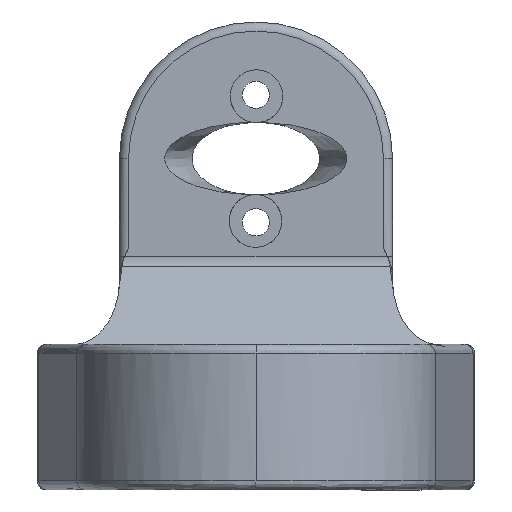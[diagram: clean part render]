
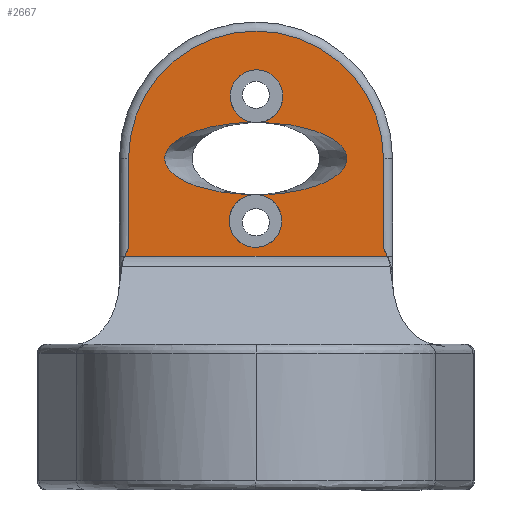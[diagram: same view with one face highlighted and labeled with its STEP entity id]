
A CAD part, front view. The second image highlights one B-rep face of the part: STEP entity #2667.
In plain terms, the highlighted planar face has unit normal (0, -1, 0).
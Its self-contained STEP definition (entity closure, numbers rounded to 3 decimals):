
#43=FACE_BOUND('',#344,.T.);
#68=PLANE('',#2873);
#178=FACE_OUTER_BOUND('',#343,.T.);
#343=EDGE_LOOP('',(#1936,#1937,#1938,#1939,#1940,#1941));
#344=EDGE_LOOP('',(#1942,#1943,#1944,#1945));
#520=LINE('',#4408,#707);
#530=LINE('',#4572,#717);
#532=LINE('',#4577,#719);
#707=VECTOR('',#3162,10.);
#717=VECTOR('',#3216,10.);
#719=VECTOR('',#3222,10.);
#898=CIRCLE('',#2871,14.);
#899=CIRCLE('',#2874,2.9);
#900=CIRCLE('',#2875,2.9);
#1014=B_SPLINE_CURVE_WITH_KNOTS('',3,(#4381,#4382,#4383,#4384,#4385,#4386),
 .UNSPECIFIED.,.F.,.F.,(4,2,4),(0.044,0.092,0.098),
 .UNSPECIFIED.);
#1019=B_SPLINE_CURVE_WITH_KNOTS('',3,(#4508,#4509,#4510,#4511,#4512,#4513,
#4514,#4515,#4516,#4517,#4518,#4519,#4520,#4521,#4522,#4523,#4524,#4525,
#4526),.UNSPECIFIED.,.F.,.F.,(4,3,3,3,3,3,4),(0.211,0.242,
0.272,0.283,0.306,0.328,
0.342),.UNSPECIFIED.);
#1022=B_SPLINE_CURVE_WITH_KNOTS('',3,(#4586,#4587,#4588,#4589,#4590,#4591,
#4592,#4593,#4594,#4595),.UNSPECIFIED.,.F.,.F.,(4,1,1,1,1,1,1,4),(-0.988,
-0.928,-0.857,-0.785,-0.714,
-0.642,-0.571,-0.504),.UNSPECIFIED.);
#1023=B_SPLINE_CURVE_WITH_KNOTS('',3,(#4599,#4600,#4601,#4602,#4603,#4604,
#4605,#4606,#4607,#4608,#4609,#4610,#4611,#4612,#4613,#4614,#4615,#4616,
#4617,#4618,#4619,#4620),.UNSPECIFIED.,.F.,.F.,(4,3,3,3,3,3,3,4),(-0.489,
-0.428,-0.357,-0.285,-0.214,
-0.142,-0.071,-0.004),
 .UNSPECIFIED.);
#1152=VERTEX_POINT('',#4373);
#1153=VERTEX_POINT('',#4380);
#1158=VERTEX_POINT('',#4406);
#1166=VERTEX_POINT('',#4498);
#1167=VERTEX_POINT('',#4507);
#1178=VERTEX_POINT('',#4576);
#1179=VERTEX_POINT('',#4584);
#1180=VERTEX_POINT('',#4585);
#1181=VERTEX_POINT('',#4596);
#1182=VERTEX_POINT('',#4598);
#1425=EDGE_CURVE('',#1153,#1152,#1014,.F.);
#1433=EDGE_CURVE('',#1158,#1152,#520,.T.);
#1445=EDGE_CURVE('',#1166,#1167,#1019,.T.);
#1463=EDGE_CURVE('',#1153,#1166,#530,.T.);
#1465=EDGE_CURVE('',#1167,#1178,#532,.T.);
#1468=EDGE_CURVE('',#1178,#1158,#898,.T.);
#1469=EDGE_CURVE('',#1179,#1180,#1022,.T.);
#1470=EDGE_CURVE('',#1180,#1181,#899,.T.);
#1471=EDGE_CURVE('',#1181,#1182,#1023,.T.);
#1472=EDGE_CURVE('',#1182,#1179,#900,.T.);
#1936=ORIENTED_EDGE('',*,*,#1463,.F.);
#1937=ORIENTED_EDGE('',*,*,#1425,.T.);
#1938=ORIENTED_EDGE('',*,*,#1433,.F.);
#1939=ORIENTED_EDGE('',*,*,#1468,.F.);
#1940=ORIENTED_EDGE('',*,*,#1465,.F.);
#1941=ORIENTED_EDGE('',*,*,#1445,.F.);
#1942=ORIENTED_EDGE('',*,*,#1469,.T.);
#1943=ORIENTED_EDGE('',*,*,#1470,.T.);
#1944=ORIENTED_EDGE('',*,*,#1471,.T.);
#1945=ORIENTED_EDGE('',*,*,#1472,.T.);
#2667=ADVANCED_FACE('',(#178,#43),#68,.T.);
#2871=AXIS2_PLACEMENT_3D('',#4581,#3229,#3230);
#2873=AXIS2_PLACEMENT_3D('',#4583,#3233,#3234);
#2874=AXIS2_PLACEMENT_3D('',#4597,#3235,#3236);
#2875=AXIS2_PLACEMENT_3D('',#4621,#3237,#3238);
#3162=DIRECTION('',(0.,0.,-1.));
#3216=DIRECTION('',(-1.,0.,0.));
#3222=DIRECTION('',(0.,0.,1.));
#3229=DIRECTION('center_axis',(0.,1.,0.));
#3230=DIRECTION('ref_axis',(0.,0.,1.));
#3233=DIRECTION('center_axis',(0.,-1.,0.));
#3234=DIRECTION('ref_axis',(0.,0.,
-1.));
#3235=DIRECTION('center_axis',(0.,1.,0.));
#3236=DIRECTION('ref_axis',(1.,0.,0.));
#3237=DIRECTION('center_axis',(0.,1.,0.));
#3238=DIRECTION('ref_axis',(1.,0.,0.));
#4373=CARTESIAN_POINT('',(14.,29.,10.502));
#4380=CARTESIAN_POINT('',(14.413,29.,9.676));
#4381=CARTESIAN_POINT('Ctrl Pts',(14.,29.,10.502));
#4382=CARTESIAN_POINT('Ctrl Pts',(14.119,29.,10.306));
#4383=CARTESIAN_POINT('Ctrl Pts',(14.244,29.,10.068));
#4384=CARTESIAN_POINT('Ctrl Pts',(14.382,29.,9.749));
#4385=CARTESIAN_POINT('Ctrl Pts',(14.398,29.,9.712));
#4386=CARTESIAN_POINT('Ctrl Pts',(14.413,29.,9.676));
#4406=CARTESIAN_POINT('',(14.,29.,20.4));
#4408=CARTESIAN_POINT('',(14.,29.,12.109));
#4498=CARTESIAN_POINT('',(-14.413,29.,9.676));
#4507=CARTESIAN_POINT('',(-14.,29.,10.502));
#4508=CARTESIAN_POINT('Ctrl Pts',(-14.412,29.,9.675));
#4509=CARTESIAN_POINT('Ctrl Pts',(-14.38,29.,9.751));
#4510=CARTESIAN_POINT('Ctrl Pts',(-14.349,29.,9.824));
#4511=CARTESIAN_POINT('Ctrl Pts',(-14.316,29.,9.896));
#4512=CARTESIAN_POINT('Ctrl Pts',(-14.285,29.,9.964));
#4513=CARTESIAN_POINT('Ctrl Pts',(-14.254,29.,10.031));
#4514=CARTESIAN_POINT('Ctrl Pts',(-14.222,29.,10.095));
#4515=CARTESIAN_POINT('Ctrl Pts',(-14.21,29.,10.119));
#4516=CARTESIAN_POINT('Ctrl Pts',(-14.199,29.,10.142));
#4517=CARTESIAN_POINT('Ctrl Pts',(-14.187,29.,10.165));
#4518=CARTESIAN_POINT('Ctrl Pts',(-14.163,29.,10.213));
#4519=CARTESIAN_POINT('Ctrl Pts',(-14.139,29.,10.259));
#4520=CARTESIAN_POINT('Ctrl Pts',(-14.114,29.,10.303));
#4521=CARTESIAN_POINT('Ctrl Pts',(-14.091,29.,10.347));
#4522=CARTESIAN_POINT('Ctrl Pts',(-14.067,29.,10.388));
#4523=CARTESIAN_POINT('Ctrl Pts',(-14.044,29.,10.428));
#4524=CARTESIAN_POINT('Ctrl Pts',(-14.029,29.,10.454));
#4525=CARTESIAN_POINT('Ctrl Pts',(-14.015,29.,10.478));
#4526=CARTESIAN_POINT('Ctrl Pts',(-14.,29.,10.502));
#4572=CARTESIAN_POINT('',(0.,29.,9.676));
#4576=CARTESIAN_POINT('',(-14.,29.,20.4));
#4577=CARTESIAN_POINT('',(-14.,29.,12.109));
#4581=CARTESIAN_POINT('Origin',(0.,29.,
20.4));
#4583=CARTESIAN_POINT('Origin',(0.,29.,
20.4));
#4584=CARTESIAN_POINT('',(0.534,29.,24.394));
#4585=CARTESIAN_POINT('',(0.434,29.,16.404));
#4586=CARTESIAN_POINT('Ctrl Pts',(0.534,29.,24.394));
#4587=CARTESIAN_POINT('Ctrl Pts',(1.79,29.,24.366));
#4588=CARTESIAN_POINT('Ctrl Pts',(4.513,29.,24.096));
#4589=CARTESIAN_POINT('Ctrl Pts',(7.969,29.,23.03));
#4590=CARTESIAN_POINT('Ctrl Pts',(10.03,29.,21.379));
#4591=CARTESIAN_POINT('Ctrl Pts',(10.099,29.,19.535));
#4592=CARTESIAN_POINT('Ctrl Pts',(8.152,29.,17.862));
#4593=CARTESIAN_POINT('Ctrl Pts',(4.672,29.,16.724));
#4594=CARTESIAN_POINT('Ctrl Pts',(1.819,29.,16.429));
#4595=CARTESIAN_POINT('Ctrl Pts',(0.434,29.,16.404));
#4596=CARTESIAN_POINT('',(-0.538,29.,16.405));
#4597=CARTESIAN_POINT('Origin',(-0.056,29.,13.546));
#4598=CARTESIAN_POINT('',(-0.438,29.,24.396));
#4599=CARTESIAN_POINT('Ctrl Pts',(-0.538,29.,16.406));
#4600=CARTESIAN_POINT('Ctrl Pts',(-1.805,29.,16.432));
#4601=CARTESIAN_POINT('Ctrl Pts',(-3.058,29.,16.556));
#4602=CARTESIAN_POINT('Ctrl Pts',(-4.209,29.,16.768));
#4603=CARTESIAN_POINT('Ctrl Pts',(-5.57,29.,17.019));
#4604=CARTESIAN_POINT('Ctrl Pts',(-6.787,29.,17.395));
#4605=CARTESIAN_POINT('Ctrl Pts',(-7.74,29.,17.858));
#4606=CARTESIAN_POINT('Ctrl Pts',(-8.692,29.,18.32));
#4607=CARTESIAN_POINT('Ctrl Pts',(-9.379,29.,18.87));
#4608=CARTESIAN_POINT('Ctrl Pts',(-9.734,29.,19.453));
#4609=CARTESIAN_POINT('Ctrl Pts',(-10.089,29.,20.035));
#4610=CARTESIAN_POINT('Ctrl Pts',(-10.111,29.,20.65));
#4611=CARTESIAN_POINT('Ctrl Pts',(-9.798,29.,21.236));
#4612=CARTESIAN_POINT('Ctrl Pts',(-9.485,29.,21.822));
#4613=CARTESIAN_POINT('Ctrl Pts',(-8.836,29.,22.38));
#4614=CARTESIAN_POINT('Ctrl Pts',(-7.917,29.,22.853));
#4615=CARTESIAN_POINT('Ctrl Pts',(-6.997,29.,23.326));
#4616=CARTESIAN_POINT('Ctrl Pts',(-5.808,29.,23.716));
#4617=CARTESIAN_POINT('Ctrl Pts',(-4.466,29.,23.983));
#4618=CARTESIAN_POINT('Ctrl Pts',(-3.216,29.,24.231));
#4619=CARTESIAN_POINT('Ctrl Pts',(-1.833,29.,24.373));
#4620=CARTESIAN_POINT('Ctrl Pts',(-0.438,29.,24.396));
#4621=CARTESIAN_POINT('Origin',(0.056,29.,27.254));
